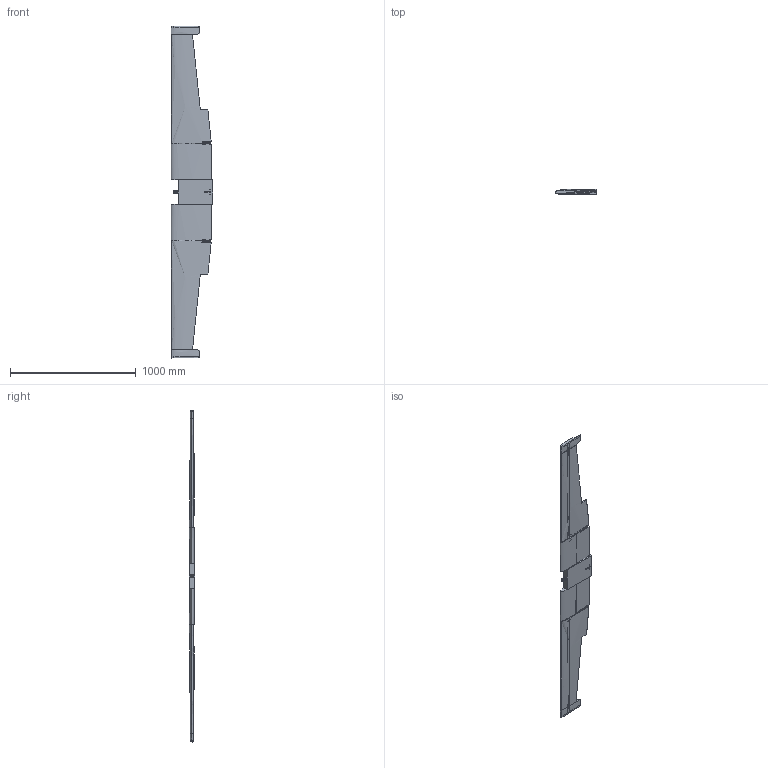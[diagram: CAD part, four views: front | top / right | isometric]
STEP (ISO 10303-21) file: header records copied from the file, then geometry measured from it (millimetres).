
FILE_DESCRIPTION(/* description */ (''),/* implementation_level */ '2;1');
FILE_NAME(/* name */ 'WingAssembly.stp',/* time_stamp */ '2025-07-19T15:33:53-04:00',/* author */ ('Cupri'),/* organization */ (''),/* preprocessor_version */ 'ST-DEVELOPER v20.1',/* originating_system */ 'Autodesk Inventor 2026',/* authorisation */ '');
FILE_SCHEMA (('AUTOMOTIVE_DESIGN { 1 0 10303 214 3 1 1 }'));
Products named in the file (12): WingAssembly; MiddleWing; MiddleWing_1; 20x20mmx150mm alminum profile; MiddleWing_2; OuterWingRight_MIR; OuterWingRightCap_MIR; 20x20mmx150mm alminum profile_1; MiddleWingRight_MIR; 20x20mmx150mm alminum profile_2; WingBox; 2020 T Plate Bracket Connectors 
Assembly tree (15 placements, depth 2):
  WingAssembly
    MiddleWing
    MiddleWing_1
    20x20mmx150mm alminum profile_1  x2
    20x20mmx150mm alminum profile
    MiddleWing_2
    20x20mmx150mm alminum profile_2  x2
    OuterWingRight_MIR
    OuterWingRightCap_MIR
    MiddleWingRight_MIR
    WingBox
    2020 T Plate Bracket Connectors   x3
Bounding box: 331.88 x 46.25 x 2645.43 mm (x, y, z)
Volume: 16685713.8 mm3; surface area: 2599248.2 mm2
Topology: 21 solids, 21 shells, 909 faces, 2865 edges, 2307 vertices
Faces by surface type: plane 667, cylinder 211, bspline 31
Full cylindrical faces by diameter (mm): 4 x5, 5.2 x15, 5.3 x17, 5.5 x2, 8.5 x15
Entity records: 41574 total; most frequent: CARTESIAN_POINT 19894, ORIENTED_EDGE 4448, DIRECTION 4041, EDGE_CURVE 2224, LINE 1661, VECTOR 1661, VERTEX_POINT 1480, AXIS2_PLACEMENT_3D 1190
